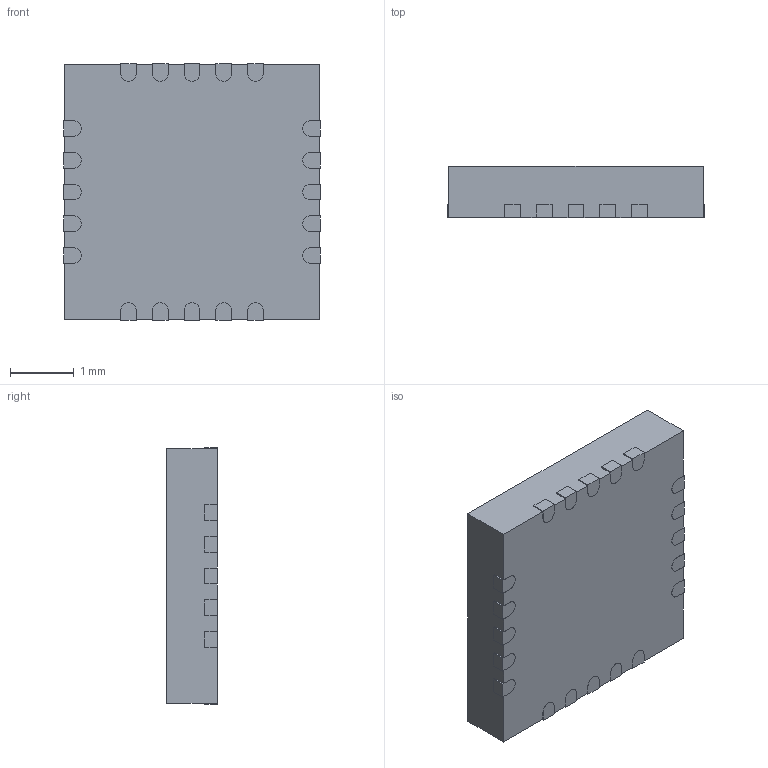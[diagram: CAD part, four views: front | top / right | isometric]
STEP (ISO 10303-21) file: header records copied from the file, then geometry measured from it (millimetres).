
FILE_DESCRIPTION (( 'STEP AP214' ), '1' );
FILE_NAME ('5E0022B7-DEFF-45BB-830A-5034978EA65A.STEP', '2009-01-15T14:02:49', ( 'sysAdmin' ), ( 'SolidWorks' ), 'SwSTEP 2.0', 'SolidWorks 2009', '' );
FILE_SCHEMA (( 'AUTOMOTIVE_DESIGN' ));
Length unit declared in the file: millimetre
Products named in the file (1): 5E0022B7-DEFF-45BB-830A-5034978EA65A
Bounding box: 4.04 x 0.8 x 4.04 mm (x, y, z)
Volume: 12.8 mm3; surface area: 45.2 mm2
Topology: 1 solids, 1 shells, 241 faces, 678 edges, 452 vertices
Faces by surface type: plane 189, cylinder 27, bspline 25
Entity records: 12054 total; most frequent: CARTESIAN_POINT 3261, ORIENTED_EDGE 1356, DIRECTION 1116, EDGE_CURVE 678, VECTOR 574, LINE 574, VERTEX_POINT 452, AXIS2_PLACEMENT_3D 271
